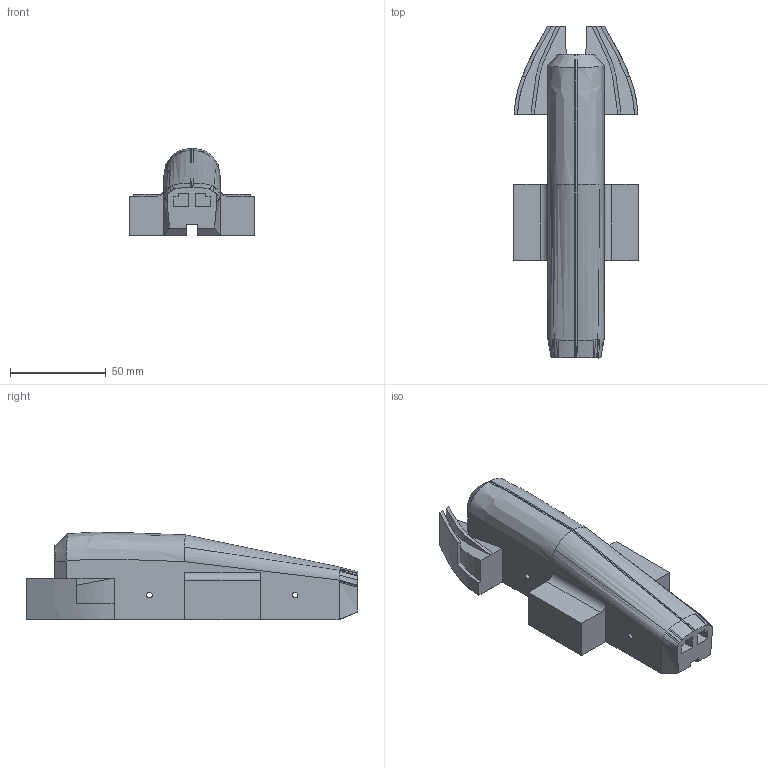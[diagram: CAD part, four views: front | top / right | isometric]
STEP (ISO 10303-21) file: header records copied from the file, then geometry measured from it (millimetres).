
FILE_DESCRIPTION(('CATIA V5 STEP Exchange','CAx-IF Rec.Pracs.--- Model Styling and Organization---1.4--- 2014-01-23','CAx-IF Rec.Pracs.---3D Tessellated Data Validation Properties---0.5---2014-09-14'),'2;1');
FILE_NAME('Version 4 - Print-Version 3.003.1.stp','2024-09-11T12:53:03+00:00',('none'),('none'),'CATIA Version 5-6 Release 2018','CATIA V5 STEP AP242','none');
FILE_SCHEMA(('AP242_MANAGED_MODEL_BASED_3D_ENGINEERING_MIM_LF {1 0 10303 442 1 1 4}'));
Length unit declared in the file: millimetre
Products named in the file (1): Version 4 - Print-Version 3.003.1
Bounding box: 65.01 x 173.39 x 45.66 mm (x, y, z)
Volume: 189159.5 mm3; surface area: 43336.5 mm2
Topology: 1 solids, 1 shells, 186 faces, 508 edges, 326 vertices
Faces by surface type: plane 86, bspline 52, cylinder 36, extrusion 12
Entity records: 9011 total; most frequent: CARTESIAN_POINT 5179, ORIENTED_EDGE 1016, EDGE_CURVE 508, DIRECTION 400, VERTEX_POINT 326, B_SPLINE_CURVE_WITH_KNOTS 304, VECTOR 225, LINE 213
